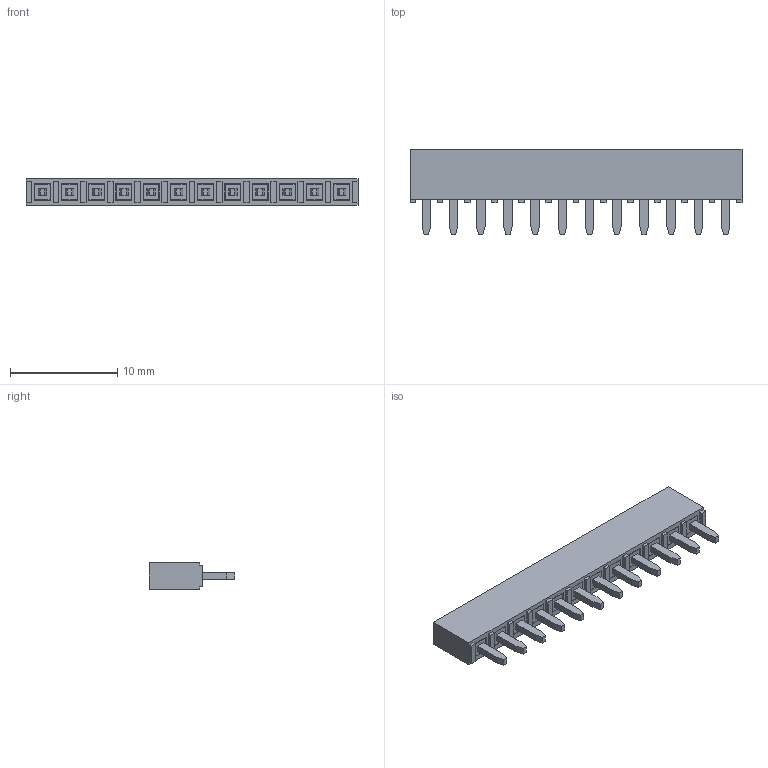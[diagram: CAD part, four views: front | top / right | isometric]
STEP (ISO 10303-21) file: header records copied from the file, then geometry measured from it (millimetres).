
FILE_DESCRIPTION(/* description */ (''),/* implementation_level */ '2;1');
FILE_NAME(/* name */ '12-Pin Header - Female - 2.54mm.step',/* time_stamp */ '2021-04-21T13:04:50+02:00',/* author */ (''),/* organization */ (''),/* preprocessor_version */ 'ST-DEVELOPER v18.1',/* originating_system */ 'Autodesk Translation Framework v10.6.0.1341',/* authorisation */ '');
FILE_SCHEMA (('AUTOMOTIVE_DESIGN { 1 0 10303 214 3 1 1 }'));
Length unit declared in the file: millimetre
Products named in the file (2): Pin Header - Female - 2.54mm; 12er Pin Header Female
Assembly tree (1 placements, depth 2):
  Pin Header - Female - 2.54mm
    12er Pin Header Female
Bounding box: 30.98 x 8 x 2.5 mm (x, y, z)
Volume: 329.1 mm3; surface area: 1320.5 mm2
Topology: 1 solids, 1 shells, 441 faces, 1056 edges, 688 vertices
Faces by surface type: plane 441
Entity records: 12681 total; most frequent: CARTESIAN_POINT 2188, ORIENTED_EDGE 2112, DIRECTION 1944, LINE 1056, VECTOR 1056, EDGE_CURVE 1056, VERTEX_POINT 688, EDGE_LOOP 512
